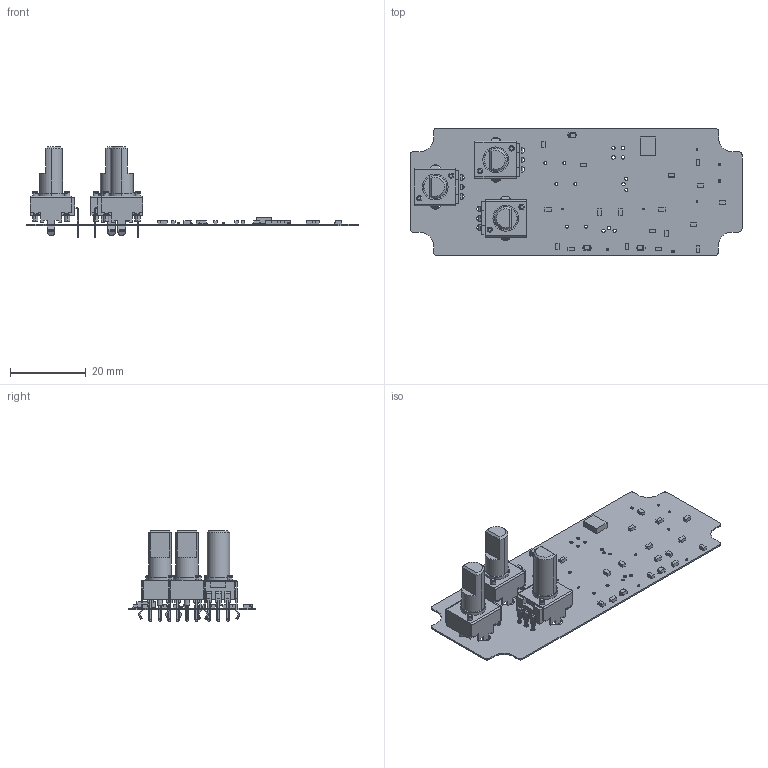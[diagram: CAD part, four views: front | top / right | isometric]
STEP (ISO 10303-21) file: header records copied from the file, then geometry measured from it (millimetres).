
FILE_DESCRIPTION(('Open CASCADE Model'),'2;1');
FILE_NAME('Open CASCADE Shape Model','2020-05-29T23:54:57',('Author'),( 'Open CASCADE'),'Open CASCADE STEP processor 6.8','Open CASCADE 6.8' ,'Unknown');
FILE_SCHEMA(('AUTOMOTIVE_DESIGN { 1 0 10303 214 1 1 1 1 }'));
Length unit declared in the file: millimetre
Products named in the file (65): PCB; Board; Open CASCADE STEP translator 6.8 4.1.1; R22; 8143426944; Extruded; R21; ptv09a-4x20f-xxxx; R20; R18; 5963235008; R17; R16; R15; R14; R13; R12; R11; R10; R9; R8; R7; R6; R5; R4; R3; R2; R1; IC1; 5988325136; D5; 5722202864; Body; PinKIdent; PinK; PinA; D2; 8179306784; D1; C10 ...
Assembly tree (88 placements, depth 4):
  PCB
    Board
      Open CASCADE STEP translator 6.8 4.1.1
    R22
      8143426944
        Extruded
    R21
      ptv09a-4x20f-xxxx
    R20
      ptv09a-4x20f-xxxx
    R18
      5963235008
        Extruded
    R17
      5963235008
        Extruded
    R16
      5963235008
        Extruded
    R15
      5963235008
        Extruded
    R14
      8143426944
        Extruded
    R13
      8143426944
        Extruded
    R12
      8143426944
        Extruded
    R11
      8143426944
        Extruded
    R10
      8143426944
        Extruded
    R9
      5963235008
        Extruded
    R8
      5963235008
        Extruded
    R7
      5963235008
        Extruded
    R6
      5963235008
        Extruded
    R5
      8143426944
        Extruded
    R4
      ptv09a-4x20f-xxxx
    R3
      5963235008
        Extruded
    R2
      5963235008
        Extruded
Bounding box: 87.9 x 33.8 x 23.99 mm (x, y, z)
Volume: 3466.9 mm3; surface area: 10031.1 mm2
Topology: 62 solids, 68 shells, 1447 faces, 3589 edges, 2274 vertices
Faces by surface type: plane 970, cylinder 386, sphere 64, torus 24, cone 3
Full cylindrical faces by diameter (mm): 0.8 x6, 0.88 x6, 0.9 x4, 1.2 x9, 2.973 x6
Entity records: 19955 total; most frequent: CARTESIAN_POINT 3381, DIRECTION 3268, ORIENTED_EDGE 3082, EDGE_CURVE 1541, LINE 1206, VECTOR 1206, AXIS2_PLACEMENT_3D 1031, VERTEX_POINT 998
